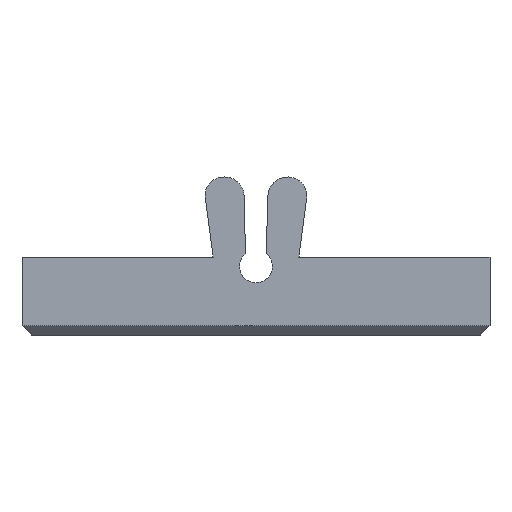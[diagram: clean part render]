
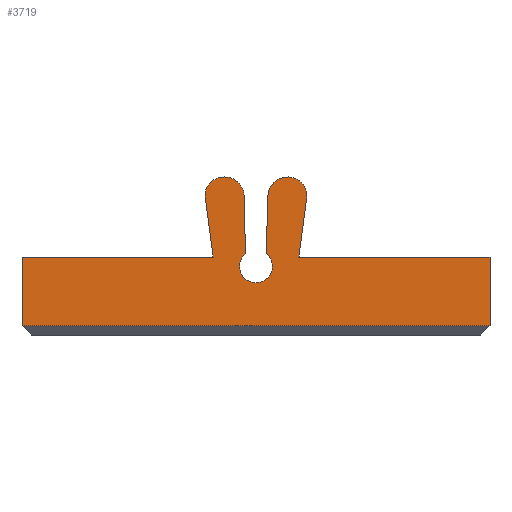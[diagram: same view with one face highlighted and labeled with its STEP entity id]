
A CAD part, left-side view. The second image highlights one B-rep face of the part: STEP entity #3719.
In plain terms, the highlighted planar face has unit normal (-1, 0, 0).
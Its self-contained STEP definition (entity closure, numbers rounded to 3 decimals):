
#19=CIRCLE('',#3833,0.525);
#104=PLANE('',#3839);
#303=FACE_OUTER_BOUND('',#514,.T.);
#514=EDGE_LOOP('',(#3287,#3288,#3289,#3290,#3291,#3292,#3293,#3294,#3295,
#3296,#3297,#3298));
#830=LINE('',#7262,#1180);
#833=LINE('',#7267,#1183);
#836=LINE('',#7273,#1186);
#837=LINE('',#7325,#1187);
#838=LINE('',#7327,#1188);
#839=LINE('',#7329,#1189);
#840=LINE('',#7331,#1190);
#841=LINE('',#7333,#1191);
#842=LINE('',#7335,#1192);
#1180=VECTOR('',#4294,1000.);
#1183=VECTOR('',#4299,1000.);
#1186=VECTOR('',#4304,1000.);
#1187=VECTOR('',#4307,10.);
#1188=VECTOR('',#4308,1000.);
#1189=VECTOR('',#4309,1000.);
#1190=VECTOR('',#4310,1000.);
#1191=VECTOR('',#4311,10.);
#1192=VECTOR('',#4312,1000.);
#1445=B_SPLINE_CURVE_WITH_KNOTS('',3,(#7304,#7305,#7306,#7307,#7308,#7309,
#7310,#7311,#7312,#7313,#7314,#7315,#7316,#7317,#7318,#7319,#7320,#7321,
#7322),.UNSPECIFIED.,.F.,.F.,(4,3,3,3,3,3,4),(0.033,0.108,
0.145,0.183,0.22,0.258,
0.332),.UNSPECIFIED.);
#1446=B_SPLINE_CURVE_WITH_KNOTS('',3,(#7336,#7337,#7338,#7339,#7340,#7341,
#7342,#7343,#7344,#7345,#7346,#7347,#7348,#7349,#7350,#7351,#7352,#7353,
#7354),.UNSPECIFIED.,.F.,.F.,(4,3,3,3,3,3,4),(0.034,0.191,
0.269,0.347,0.425,0.503,
0.66),.UNSPECIFIED.);
#1757=VERTEX_POINT('',#7194);
#1759=VERTEX_POINT('',#7197);
#1771=VERTEX_POINT('',#7261);
#1772=VERTEX_POINT('',#7265);
#1773=VERTEX_POINT('',#7269);
#1774=VERTEX_POINT('',#7271);
#1775=VERTEX_POINT('',#7324);
#1776=VERTEX_POINT('',#7326);
#1777=VERTEX_POINT('',#7328);
#1778=VERTEX_POINT('',#7330);
#1779=VERTEX_POINT('',#7332);
#1780=VERTEX_POINT('',#7334);
#2272=EDGE_CURVE('',#1759,#1757,#19,.T.);
#2286=EDGE_CURVE('',#1759,#1771,#830,.T.);
#2289=EDGE_CURVE('',#1757,#1772,#833,.T.);
#2292=EDGE_CURVE('',#1774,#1773,#836,.T.);
#2293=EDGE_CURVE('',#1773,#1772,#1445,.T.);
#2294=EDGE_CURVE('',#1775,#1774,#837,.T.);
#2295=EDGE_CURVE('',#1776,#1775,#838,.T.);
#2296=EDGE_CURVE('',#1776,#1777,#839,.T.);
#2297=EDGE_CURVE('',#1777,#1778,#840,.T.);
#2298=EDGE_CURVE('',#1779,#1778,#841,.T.);
#2299=EDGE_CURVE('',#1779,#1780,#842,.T.);
#2300=EDGE_CURVE('',#1771,#1780,#1446,.T.);
#3287=ORIENTED_EDGE('',*,*,#2272,.T.);
#3288=ORIENTED_EDGE('',*,*,#2289,.T.);
#3289=ORIENTED_EDGE('',*,*,#2293,.F.);
#3290=ORIENTED_EDGE('',*,*,#2292,.F.);
#3291=ORIENTED_EDGE('',*,*,#2294,.F.);
#3292=ORIENTED_EDGE('',*,*,#2295,.F.);
#3293=ORIENTED_EDGE('',*,*,#2296,.T.);
#3294=ORIENTED_EDGE('',*,*,#2297,.T.);
#3295=ORIENTED_EDGE('',*,*,#2298,.F.);
#3296=ORIENTED_EDGE('',*,*,#2299,.T.);
#3297=ORIENTED_EDGE('',*,*,#2300,.F.);
#3298=ORIENTED_EDGE('',*,*,#2286,.F.);
#3719=ADVANCED_FACE('',(#303),#104,.F.);
#3833=AXIS2_PLACEMENT_3D('',#7198,#4276,#4277);
#3839=AXIS2_PLACEMENT_3D('',#7323,#4305,#4306);
#4276=DIRECTION('center_axis',(1.,0.,0.));
#4277=DIRECTION('ref_axis',(0.,-1.,0.));
#4294=DIRECTION('',(0.,-0.03,1.));
#4299=DIRECTION('',(0.,0.024,1.));
#4304=DIRECTION('',(0.,0.13,0.992));
#4305=DIRECTION('center_axis',(1.,0.,0.));
#4306=DIRECTION('ref_axis',(0.,-1.,0.));
#4307=DIRECTION('',(0.,-1.,0.));
#4308=DIRECTION('',(0.,0.,1.));
#4309=DIRECTION('',(0.,-1.,0.));
#4310=DIRECTION('',(0.,0.,1.));
#4311=DIRECTION('',(0.,-1.,0.));
#4312=DIRECTION('',(0.,-0.13,0.992));
#7194=CARTESIAN_POINT('',(-18.487,13.037,8.856));
#7197=CARTESIAN_POINT('',(-18.487,12.373,8.865));
#7198=CARTESIAN_POINT('Origin',(-18.487,12.7,8.454));
#7261=CARTESIAN_POINT('',(-18.487,12.318,10.724));
#7262=CARTESIAN_POINT('',(-18.487,12.349,9.694));
#7265=CARTESIAN_POINT('',(-18.487,13.082,10.724));
#7267=CARTESIAN_POINT('',(-18.487,13.057,9.69));
#7269=CARTESIAN_POINT('',(-18.487,14.322,10.64));
#7271=CARTESIAN_POINT('',(-18.487,14.075,8.754));
#7273=CARTESIAN_POINT('',(-18.487,14.198,9.697));
#7304=CARTESIAN_POINT('Ctrl Pts',(-18.487,14.322,10.64));
#7305=CARTESIAN_POINT('Ctrl Pts',(-18.487,14.342,10.777));
#7306=CARTESIAN_POINT('Ctrl Pts',(-18.487,14.329,10.873));
#7307=CARTESIAN_POINT('Ctrl Pts',(-18.487,14.265,10.99));
#7308=CARTESIAN_POINT('Ctrl Pts',(-18.487,14.233,11.049));
#7309=CARTESIAN_POINT('Ctrl Pts',(-18.487,14.189,11.114));
#7310=CARTESIAN_POINT('Ctrl Pts',(-18.487,14.124,11.17));
#7311=CARTESIAN_POINT('Ctrl Pts',(-18.487,14.058,11.227));
#7312=CARTESIAN_POINT('Ctrl Pts',(-18.487,13.972,11.276));
#7313=CARTESIAN_POINT('Ctrl Pts',(-18.487,13.872,11.301));
#7314=CARTESIAN_POINT('Ctrl Pts',(-18.487,13.772,11.326));
#7315=CARTESIAN_POINT('Ctrl Pts',(-18.487,13.658,11.327));
#7316=CARTESIAN_POINT('Ctrl Pts',(-18.487,13.553,11.3));
#7317=CARTESIAN_POINT('Ctrl Pts',(-18.487,13.447,11.273));
#7318=CARTESIAN_POINT('Ctrl Pts',(-18.487,13.351,11.218));
#7319=CARTESIAN_POINT('Ctrl Pts',(-18.487,13.278,11.152));
#7320=CARTESIAN_POINT('Ctrl Pts',(-18.487,13.133,11.02));
#7321=CARTESIAN_POINT('Ctrl Pts',(-18.487,13.085,10.849));
#7322=CARTESIAN_POINT('Ctrl Pts',(-18.487,13.082,10.724));
#7323=CARTESIAN_POINT('Origin',(-18.487,12.7,9.304));
#7324=CARTESIAN_POINT('',(-18.487,20.2,8.754));
#7325=CARTESIAN_POINT('',(-18.487,12.7,8.754));
#7326=CARTESIAN_POINT('',(-18.487,20.2,6.554));
#7327=CARTESIAN_POINT('',(-18.487,20.2,8.004));
#7328=CARTESIAN_POINT('',(-18.487,5.2,6.554));
#7329=CARTESIAN_POINT('',(-18.487,5.2,6.554));
#7330=CARTESIAN_POINT('',(-18.487,5.2,8.754));
#7331=CARTESIAN_POINT('',(-18.487,5.2,8.004));
#7332=CARTESIAN_POINT('',(-18.487,11.325,8.754));
#7333=CARTESIAN_POINT('',(-18.487,12.7,8.754));
#7334=CARTESIAN_POINT('',(-18.487,11.078,10.64));
#7335=CARTESIAN_POINT('',(-18.487,11.202,9.697));
#7336=CARTESIAN_POINT('Ctrl Pts',(-18.487,12.318,10.724));
#7337=CARTESIAN_POINT('Ctrl Pts',(-18.487,12.315,10.849));
#7338=CARTESIAN_POINT('Ctrl Pts',(-18.487,12.267,11.02));
#7339=CARTESIAN_POINT('Ctrl Pts',(-18.487,12.122,11.152));
#7340=CARTESIAN_POINT('Ctrl Pts',(-18.487,12.049,11.218));
#7341=CARTESIAN_POINT('Ctrl Pts',(-18.487,11.953,11.273));
#7342=CARTESIAN_POINT('Ctrl Pts',(-18.487,11.847,11.3));
#7343=CARTESIAN_POINT('Ctrl Pts',(-18.487,11.742,11.327));
#7344=CARTESIAN_POINT('Ctrl Pts',(-18.487,11.628,11.326));
#7345=CARTESIAN_POINT('Ctrl Pts',(-18.487,11.528,11.301));
#7346=CARTESIAN_POINT('Ctrl Pts',(-18.487,11.428,11.276));
#7347=CARTESIAN_POINT('Ctrl Pts',(-18.487,11.342,11.227));
#7348=CARTESIAN_POINT('Ctrl Pts',(-18.487,11.276,11.17));
#7349=CARTESIAN_POINT('Ctrl Pts',(-18.487,11.211,11.114));
#7350=CARTESIAN_POINT('Ctrl Pts',(-18.487,11.167,11.049));
#7351=CARTESIAN_POINT('Ctrl Pts',(-18.487,11.135,10.99));
#7352=CARTESIAN_POINT('Ctrl Pts',(-18.487,11.071,10.873));
#7353=CARTESIAN_POINT('Ctrl Pts',(-18.487,11.057,10.777));
#7354=CARTESIAN_POINT('Ctrl Pts',(-18.487,11.078,10.64));
